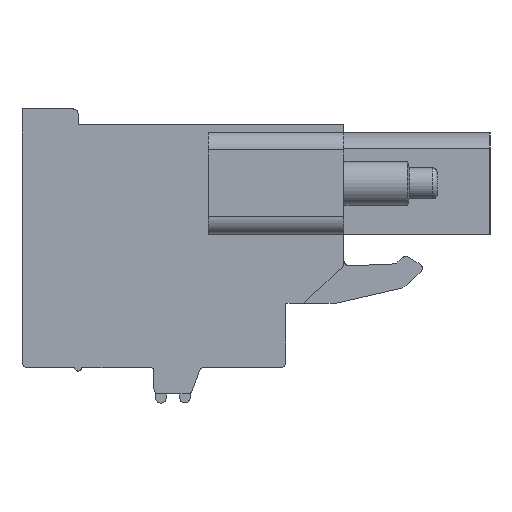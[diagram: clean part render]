
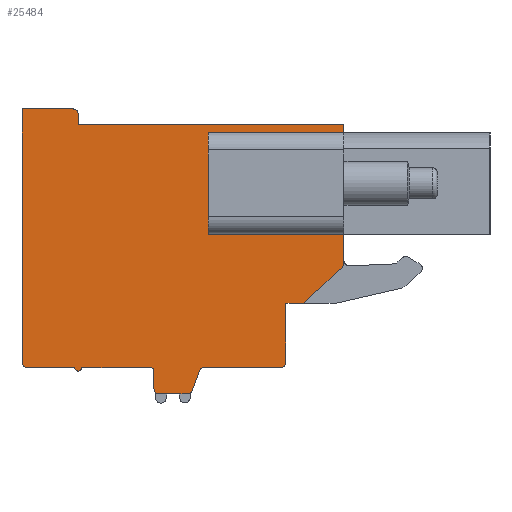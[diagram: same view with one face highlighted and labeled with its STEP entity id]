
A CAD part, left-side view. The second image highlights one B-rep face of the part: STEP entity #25484.
In plain terms, the highlighted planar face has unit normal (-1, 0, 0).
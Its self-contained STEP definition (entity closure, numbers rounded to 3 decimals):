
#4444=DIRECTION('',(0.,1.,0.));
#4445=VECTOR('',#4444,6.1);
#4446=CARTESIAN_POINT('',(-117.46,-4.06,0.73));
#4447=LINE('',#4446,#4445);
#4448=DIRECTION('',(0.,1.,0.));
#4449=VECTOR('',#4448,6.1);
#4450=CARTESIAN_POINT('',(-117.46,-4.06,6.53));
#4451=LINE('',#4450,#4449);
#4452=DIRECTION('',(0.,0.,-1.));
#4453=VECTOR('',#4452,7.87);
#4454=CARTESIAN_POINT('',(-117.46,-5.66,6.96));
#4455=LINE('',#4454,#4453);
#4456=CARTESIAN_POINT('',(-117.46,-5.36,-0.91));
#4457=DIRECTION('',(1.,0.,0.));
#4458=DIRECTION('',(0.,-1.,0.));
#4459=AXIS2_PLACEMENT_3D('',#4456,#4457,#4458);
#4461=DIRECTION('',(0.,0.731,-0.683));
#4462=VECTOR('',#4461,3.018);
#4463=CARTESIAN_POINT('',(-117.46,-5.565,-1.129));
#4464=LINE('',#4463,#4462);
#4465=DIRECTION('',(0.,1.,0.));
#4466=VECTOR('',#4465,1.);
#4467=CARTESIAN_POINT('',(-117.46,-3.36,-3.19));
#4468=LINE('',#4467,#4466);
#4469=DIRECTION('',(0.,0.,-1.));
#4470=VECTOR('',#4469,3.35);
#4471=CARTESIAN_POINT('',(-117.46,-2.36,-3.19));
#4472=LINE('',#4471,#4470);
#4473=CARTESIAN_POINT('',(-117.46,-2.06,-6.54));
#4474=DIRECTION('',(1.,0.,0.));
#4475=DIRECTION('',(0.,-1.,0.));
#4476=AXIS2_PLACEMENT_3D('',#4473,#4474,#4475);
#4478=DIRECTION('',(0.,1.,0.));
#4479=VECTOR('',#4478,4.34);
#4480=CARTESIAN_POINT('',(-117.46,-2.06,-6.84));
#4481=LINE('',#4480,#4479);
#4482=CARTESIAN_POINT('',(-117.46,2.28,-7.14));
#4483=DIRECTION('',(-1.,0.,0.));
#4484=DIRECTION('',(0.,0.,1.));
#4485=AXIS2_PLACEMENT_3D('',#4482,#4483,#4484);
#4487=DIRECTION('',(0.,0.345,-0.939));
#4488=VECTOR('',#4487,1.179);
#4489=CARTESIAN_POINT('',(-117.46,2.562,-7.037));
#4490=LINE('',#4489,#4488);
#4491=CARTESIAN_POINT('',(-117.46,3.25,-8.04));
#4492=DIRECTION('',(1.,0.,0.));
#4493=DIRECTION('',(0.,-0.939,-0.345));
#4494=AXIS2_PLACEMENT_3D('',#4491,#4492,#4493);
#4496=DIRECTION('',(0.,1.,0.));
#4497=VECTOR('',#4496,1.59);
#4498=CARTESIAN_POINT('',(-117.46,3.25,-8.34));
#4499=LINE('',#4498,#4497);
#4500=CARTESIAN_POINT('',(-117.46,4.84,-8.04));
#4501=DIRECTION('',(1.,0.,0.));
#4502=DIRECTION('',(0.,0.,-1.));
#4503=AXIS2_PLACEMENT_3D('',#4500,#4501,#4502);
#4505=DIRECTION('',(0.,0.,1.));
#4506=VECTOR('',#4505,1.);
#4507=CARTESIAN_POINT('',(-117.46,5.14,-8.04));
#4508=LINE('',#4507,#4506);
#4509=CARTESIAN_POINT('',(-117.46,5.34,-7.04));
#4510=DIRECTION('',(-1.,0.,0.));
#4511=DIRECTION('',(0.,-1.,0.));
#4512=AXIS2_PLACEMENT_3D('',#4509,#4510,#4511);
#4514=DIRECTION('',(0.,1.,0.));
#4515=VECTOR('',#4514,3.9);
#4516=CARTESIAN_POINT('',(-117.46,5.34,-6.84));
#4517=LINE('',#4516,#4515);
#4518=CARTESIAN_POINT('',(-117.46,9.44,-6.84));
#4519=DIRECTION('',(1.,0.,0.));
#4520=DIRECTION('',(0.,-1.,0.));
#4521=AXIS2_PLACEMENT_3D('',#4518,#4519,#4520);
#4523=DIRECTION('',(0.,1.,0.));
#4524=VECTOR('',#4523,2.7);
#4525=CARTESIAN_POINT('',(-117.46,9.64,-6.84));
#4526=LINE('',#4525,#4524);
#4527=CARTESIAN_POINT('',(-117.46,12.34,-6.54));
#4528=DIRECTION('',(1.,0.,0.));
#4529=DIRECTION('',(0.,0.,-1.));
#4530=AXIS2_PLACEMENT_3D('',#4527,#4528,#4529);
#4532=DIRECTION('',(0.,0.,1.));
#4533=VECTOR('',#4532,14.4);
#4534=CARTESIAN_POINT('',(-117.46,12.64,-6.54));
#4535=LINE('',#4534,#4533);
#4536=DIRECTION('',(0.,-1.,0.));
#4537=VECTOR('',#4536,2.9);
#4538=CARTESIAN_POINT('',(-117.46,12.64,7.86));
#4539=LINE('',#4538,#4537);
#4540=CARTESIAN_POINT('',(-117.46,9.74,7.56));
#4541=DIRECTION('',(1.,0.,0.));
#4542=DIRECTION('',(0.,0.,1.));
#4543=AXIS2_PLACEMENT_3D('',#4540,#4541,#4542);
#4545=DIRECTION('',(0.,0.,-1.));
#4546=VECTOR('',#4545,0.6);
#4547=CARTESIAN_POINT('',(-117.46,9.44,7.56));
#4548=LINE('',#4547,#4546);
#4549=DIRECTION('',(0.,-1.,0.));
#4550=VECTOR('',#4549,15.1);
#4551=CARTESIAN_POINT('',(-117.46,9.44,6.96));
#4552=LINE('',#4551,#4550);
#4604=DIRECTION('',(0.,0.,1.));
#4605=VECTOR('',#4604,5.8);
#4606=CARTESIAN_POINT('',(-117.46,2.04,0.73));
#4607=LINE('',#4606,#4605);
#4709=DIRECTION('',(0.,0.,1.));
#4710=VECTOR('',#4709,5.8);
#4711=CARTESIAN_POINT('',(-117.46,-4.06,0.73));
#4712=LINE('',#4711,#4710);
#14611=CARTESIAN_POINT('',(-117.46,9.44,6.96));
#14612=CARTESIAN_POINT('',(-117.46,-5.66,6.96));
#14613=VERTEX_POINT('',#14611);
#14614=VERTEX_POINT('',#14612);
#14615=CARTESIAN_POINT('',(-117.46,-5.66,-0.91));
#14616=CARTESIAN_POINT('',(-117.46,-5.565,-1.129));
#14617=VERTEX_POINT('',#14615);
#14618=VERTEX_POINT('',#14616);
#14619=CARTESIAN_POINT('',(-117.46,-3.36,-3.19));
#14620=VERTEX_POINT('',#14619);
#14621=CARTESIAN_POINT('',(-117.46,-2.36,-3.19));
#14622=VERTEX_POINT('',#14621);
#14623=CARTESIAN_POINT('',(-117.46,-2.36,-6.54));
#14624=VERTEX_POINT('',#14623);
#14625=CARTESIAN_POINT('',(-117.46,-2.06,-6.84));
#14626=VERTEX_POINT('',#14625);
#14627=CARTESIAN_POINT('',(-117.46,2.28,-6.84));
#14628=VERTEX_POINT('',#14627);
#14629=CARTESIAN_POINT('',(-117.46,2.562,-7.037));
#14630=VERTEX_POINT('',#14629);
#14631=CARTESIAN_POINT('',(-117.46,2.968,-8.143));
#14632=VERTEX_POINT('',#14631);
#14633=CARTESIAN_POINT('',(-117.46,3.25,-8.34));
#14634=VERTEX_POINT('',#14633);
#14635=CARTESIAN_POINT('',(-117.46,4.84,-8.34));
#14636=VERTEX_POINT('',#14635);
#14637=CARTESIAN_POINT('',(-117.46,5.14,-8.04));
#14638=VERTEX_POINT('',#14637);
#14639=CARTESIAN_POINT('',(-117.46,5.14,-7.04));
#14640=VERTEX_POINT('',#14639);
#14641=CARTESIAN_POINT('',(-117.46,5.34,-6.84));
#14642=VERTEX_POINT('',#14641);
#14643=CARTESIAN_POINT('',(-117.46,9.24,-6.84));
#14644=VERTEX_POINT('',#14643);
#14645=CARTESIAN_POINT('',(-117.46,9.64,-6.84));
#14646=VERTEX_POINT('',#14645);
#14647=CARTESIAN_POINT('',(-117.46,12.34,-6.84));
#14648=VERTEX_POINT('',#14647);
#14649=CARTESIAN_POINT('',(-117.46,12.64,-6.54));
#14650=VERTEX_POINT('',#14649);
#14651=CARTESIAN_POINT('',(-117.46,12.64,7.86));
#14652=VERTEX_POINT('',#14651);
#14653=CARTESIAN_POINT('',(-117.46,9.74,7.86));
#14654=VERTEX_POINT('',#14653);
#14655=CARTESIAN_POINT('',(-117.46,9.44,7.56));
#14656=VERTEX_POINT('',#14655);
#18981=CARTESIAN_POINT('',(-117.46,2.04,0.73));
#18982=CARTESIAN_POINT('',(-117.46,2.04,6.53));
#18983=VERTEX_POINT('',#18981);
#18984=VERTEX_POINT('',#18982);
#19017=CARTESIAN_POINT('',(-117.46,-4.06,0.73));
#19018=CARTESIAN_POINT('',(-117.46,-4.06,6.53));
#19019=VERTEX_POINT('',#19017);
#19020=VERTEX_POINT('',#19018);
#25422=CARTESIAN_POINT('',(-117.46,0.,0.));
#25423=DIRECTION('',(1.,0.,0.));
#25424=DIRECTION('',(0.,-1.,0.));
#25425=AXIS2_PLACEMENT_3D('',#25422,#25423,#25424);
#25426=PLANE('',#25425);
#25427=ORIENTED_EDGE('',*,*,#19269,.T.);
#25429=ORIENTED_EDGE('',*,*,#25428,.T.);
#25431=ORIENTED_EDGE('',*,*,#25430,.T.);
#25433=ORIENTED_EDGE('',*,*,#25432,.T.);
#25435=ORIENTED_EDGE('',*,*,#25434,.T.);
#25437=ORIENTED_EDGE('',*,*,#25436,.T.);
#25439=ORIENTED_EDGE('',*,*,#25438,.T.);
#25441=ORIENTED_EDGE('',*,*,#25440,.T.);
#25443=ORIENTED_EDGE('',*,*,#25442,.T.);
#25445=ORIENTED_EDGE('',*,*,#25444,.T.);
#25447=ORIENTED_EDGE('',*,*,#25446,.T.);
#25449=ORIENTED_EDGE('',*,*,#25448,.T.);
#25451=ORIENTED_EDGE('',*,*,#25450,.T.);
#25453=ORIENTED_EDGE('',*,*,#25452,.T.);
#25455=ORIENTED_EDGE('',*,*,#25454,.T.);
#25457=ORIENTED_EDGE('',*,*,#25456,.T.);
#25459=ORIENTED_EDGE('',*,*,#25458,.T.);
#25461=ORIENTED_EDGE('',*,*,#25460,.T.);
#25463=ORIENTED_EDGE('',*,*,#25462,.T.);
#25465=ORIENTED_EDGE('',*,*,#25464,.T.);
#25467=ORIENTED_EDGE('',*,*,#25466,.T.);
#25469=ORIENTED_EDGE('',*,*,#25468,.T.);
#25471=ORIENTED_EDGE('',*,*,#25470,.T.);
#25472=EDGE_LOOP('',(#25427,#25429,#25431,#25433,#25435,#25437,#25439,#25441,
#25443,#25445,#25447,#25449,#25451,#25453,#25455,#25457,#25459,#25461,#25463,
#25465,#25467,#25469,#25471));
#25473=FACE_OUTER_BOUND('',#25472,.F.);
#25475=ORIENTED_EDGE('',*,*,#25474,.F.);
#25477=ORIENTED_EDGE('',*,*,#25476,.T.);
#25479=ORIENTED_EDGE('',*,*,#25478,.T.);
#25481=ORIENTED_EDGE('',*,*,#25480,.F.);
#25482=EDGE_LOOP('',(#25475,#25477,#25479,#25481));
#25483=FACE_BOUND('',#25482,.F.);
#25484=ADVANCED_FACE('',(#25473,#25483),#25426,.F.);
#4460=CIRCLE('',#4459,0.3);
#4477=CIRCLE('',#4476,0.3);
#4486=CIRCLE('',#4485,0.3);
#4495=CIRCLE('',#4494,0.3);
#4504=CIRCLE('',#4503,0.3);
#4513=CIRCLE('',#4512,0.2);
#4522=CIRCLE('',#4521,0.2);
#4531=CIRCLE('',#4530,0.3);
#4544=CIRCLE('',#4543,0.3);
#19269=EDGE_CURVE('',#14614,#14617,#4455,.T.);
#25428=EDGE_CURVE('',#14617,#14618,#4460,.T.);
#25430=EDGE_CURVE('',#14618,#14620,#4464,.T.);
#25432=EDGE_CURVE('',#14620,#14622,#4468,.T.);
#25434=EDGE_CURVE('',#14622,#14624,#4472,.T.);
#25436=EDGE_CURVE('',#14624,#14626,#4477,.T.);
#25438=EDGE_CURVE('',#14626,#14628,#4481,.T.);
#25440=EDGE_CURVE('',#14628,#14630,#4486,.T.);
#25442=EDGE_CURVE('',#14630,#14632,#4490,.T.);
#25444=EDGE_CURVE('',#14632,#14634,#4495,.T.);
#25446=EDGE_CURVE('',#14634,#14636,#4499,.T.);
#25448=EDGE_CURVE('',#14636,#14638,#4504,.T.);
#25450=EDGE_CURVE('',#14638,#14640,#4508,.T.);
#25452=EDGE_CURVE('',#14640,#14642,#4513,.T.);
#25454=EDGE_CURVE('',#14642,#14644,#4517,.T.);
#25456=EDGE_CURVE('',#14644,#14646,#4522,.T.);
#25458=EDGE_CURVE('',#14646,#14648,#4526,.T.);
#25460=EDGE_CURVE('',#14648,#14650,#4531,.T.);
#25462=EDGE_CURVE('',#14650,#14652,#4535,.T.);
#25464=EDGE_CURVE('',#14652,#14654,#4539,.T.);
#25466=EDGE_CURVE('',#14654,#14656,#4544,.T.);
#25468=EDGE_CURVE('',#14656,#14613,#4548,.T.);
#25470=EDGE_CURVE('',#14613,#14614,#4552,.T.);
#25474=EDGE_CURVE('',#19019,#18983,#4447,.T.);
#25476=EDGE_CURVE('',#19019,#19020,#4712,.T.);
#25478=EDGE_CURVE('',#19020,#18984,#4451,.T.);
#25480=EDGE_CURVE('',#18983,#18984,#4607,.T.);
